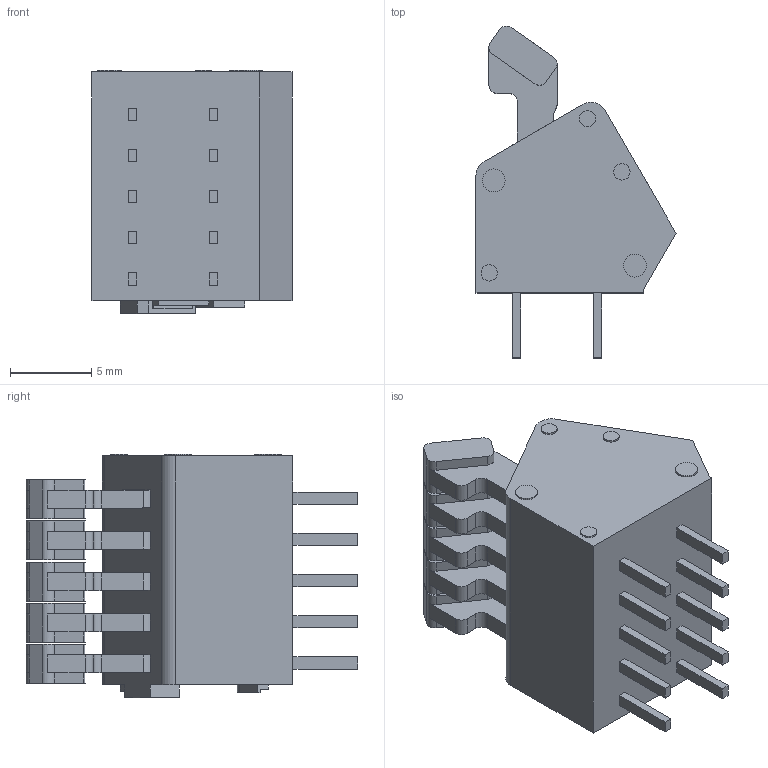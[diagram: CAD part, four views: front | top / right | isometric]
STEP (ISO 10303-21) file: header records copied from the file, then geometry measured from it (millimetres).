
FILE_DESCRIPTION(/* description */ ('STEP AP214'),/* implementation_level */ '2;1');
FILE_NAME(/* name */ '233-505',/* time_stamp */ '2023-02-17T15:57:26+01:00',/* author */ ('License CC BY-ND 4.0'),/* organization */ ('CADENAS'),/* preprocessor_version */ 'ST-DEVELOPER v18.102',/* originating_system */ 'PARTsolutions',/* authorisation */ ' ');
FILE_SCHEMA (('AUTOMOTIVE_DESIGN {1 0 10303 214 3 1 1}'));
Length unit declared in the file: millimetre
Products named in the file (1): 233-505
Bounding box: 12.32 x 20.44 x 15 mm (x, y, z)
Volume: 1646.2 mm3; surface area: 1452.9 mm2
Topology: 1 solids, 1 shells, 406 faces, 1067 edges, 694 vertices
Faces by surface type: plane 318, cylinder 88
Full cylindrical faces by diameter (mm): 1 x3, 1.4 x2
Entity records: 12387 total; most frequent: CARTESIAN_POINT 2163, ORIENTED_EDGE 2124, DIRECTION 2083, EDGE_CURVE 1062, LINE 855, VECTOR 855, VERTEX_POINT 694, AXIS2_PLACEMENT_3D 614
